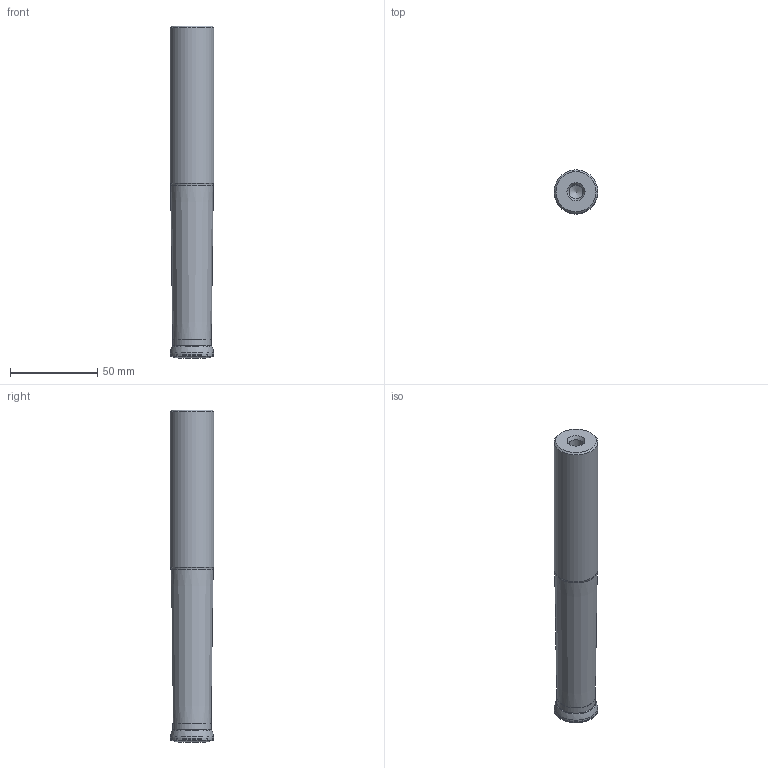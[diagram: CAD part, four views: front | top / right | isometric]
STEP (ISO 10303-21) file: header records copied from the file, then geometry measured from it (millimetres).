
FILE_DESCRIPTION(/* description */ (''),/* implementation_level */ '2;1');
FILE_NAME(/* name */ '25E3R100A25_SZD07_115009521ndi000_00_SIM.stp',/* time_stamp */ '2019-12-17T12:49:13+01:00',/* author */ (''),/* organization */ (''),/* preprocessor_version */ 'ST-DEVELOPER v16.7',/* originating_system */ 'SIEMENS PLM Software NX 12.0',/* authorisation */ '');
FILE_SCHEMA (('AUTOMOTIVE_DESIGN { 1 0 10303 214 3 1 1 1 }'));
Length unit declared in the file: millimetre
Products named in the file (1): hc72287C7EC5n613
Bounding box: 25 x 25 x 190.01 mm (x, y, z)
Volume: 80040.1 mm3; surface area: 20485.7 mm2
Topology: 2 solids, 2 shells, 42 faces, 90 edges, 50 vertices
Faces by surface type: revolution 24, cone 7, torus 6, cylinder 3, plane 2
Full cylindrical faces by diameter (mm): 8 x1, 22.101 x1, 25 x1
Entity records: 1032 total; most frequent: CARTESIAN_POINT 289, DIRECTION 138, FACE_BOUND 82, EDGE_LOOP 82, ORIENTED_EDGE 82, AXIS2_PLACEMENT_3D 57, ADVANCED_FACE 42, VERTEX_POINT 42
